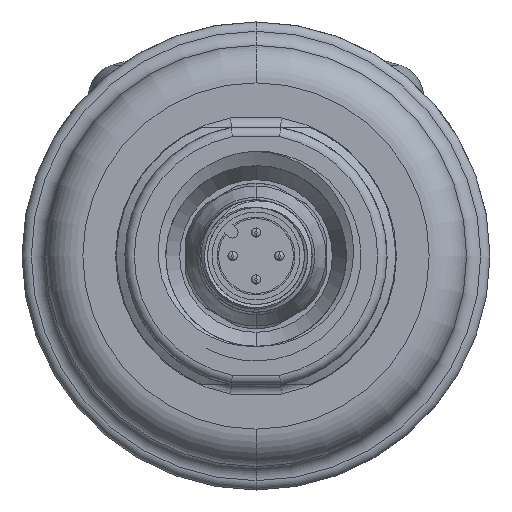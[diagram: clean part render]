
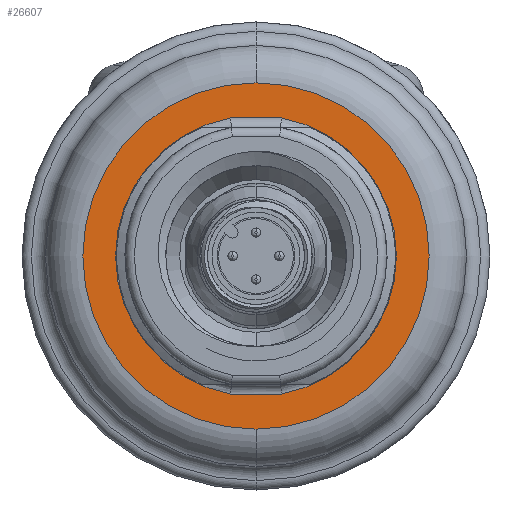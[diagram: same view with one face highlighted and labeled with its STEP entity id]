
A CAD part, front view. The second image highlights one B-rep face of the part: STEP entity #26607.
In plain terms, the highlighted planar face has unit normal (0, -1, 0).
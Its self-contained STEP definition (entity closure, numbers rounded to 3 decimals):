
#3907=CARTESIAN_POINT('',(0.,-3.,0.));
#3908=DIRECTION('',(0.,-1.,0.));
#3909=DIRECTION('',(0.,0.,-1.));
#3910=AXIS2_PLACEMENT_3D('',#3907,#3908,#3909);
#3912=CARTESIAN_POINT('',(0.,-3.,0.));
#3913=DIRECTION('',(0.,-1.,0.));
#3914=DIRECTION('',(0.,0.,1.));
#3915=AXIS2_PLACEMENT_3D('',#3912,#3913,#3914);
#3917=CARTESIAN_POINT('',(0.,-3.,0.));
#3918=DIRECTION('',(0.,-1.,0.));
#3919=DIRECTION('',(-0.182,0.,0.983));
#3920=AXIS2_PLACEMENT_3D('',#3917,#3918,#3919);
#3922=DIRECTION('',(1.,0.,0.));
#3923=VECTOR('',#3922,5.454);
#3924=CARTESIAN_POINT('',(-2.727,-3.,-14.75));
#3925=LINE('',#3924,#3923);
#3926=CARTESIAN_POINT('',(0.,-3.,0.));
#3927=DIRECTION('',(0.,-1.,0.));
#3928=DIRECTION('',(0.182,0.,-0.983));
#3929=AXIS2_PLACEMENT_3D('',#3926,#3927,#3928);
#3931=DIRECTION('',(-1.,0.,0.));
#3932=VECTOR('',#3931,5.454);
#3933=CARTESIAN_POINT('',(2.727,-3.,14.75));
#3934=LINE('',#3933,#3932);
#22954=CARTESIAN_POINT('',(-2.727,-3.,14.75));
#22955=CARTESIAN_POINT('',(-2.727,-3.,-14.75));
#22956=VERTEX_POINT('',#22954);
#22957=VERTEX_POINT('',#22955);
#22962=CARTESIAN_POINT('',(2.727,-3.,-14.75));
#22963=CARTESIAN_POINT('',(2.727,-3.,14.75));
#22964=VERTEX_POINT('',#22962);
#22965=VERTEX_POINT('',#22963);
#23214=CARTESIAN_POINT('',(0.,-3.,-18.5));
#23215=CARTESIAN_POINT('',(0.,-3.,18.5));
#23216=VERTEX_POINT('',#23214);
#23217=VERTEX_POINT('',#23215);
#26587=CARTESIAN_POINT('',(0.,-3.,0.));
#26588=DIRECTION('',(0.,-1.,0.));
#26589=DIRECTION('',(0.,0.,1.));
#26590=AXIS2_PLACEMENT_3D('',#26587,#26588,#26589);
#26591=PLANE('',#26590);
#26593=ORIENTED_EDGE('',*,*,#26592,.F.);
#26595=ORIENTED_EDGE('',*,*,#26594,.F.);
#26596=EDGE_LOOP('',(#26593,#26595));
#26597=FACE_OUTER_BOUND('',#26596,.F.);
#26598=ORIENTED_EDGE('',*,*,#26577,.T.);
#26600=ORIENTED_EDGE('',*,*,#26599,.T.);
#26602=ORIENTED_EDGE('',*,*,#26601,.T.);
#26604=ORIENTED_EDGE('',*,*,#26603,.T.);
#26605=EDGE_LOOP('',(#26598,#26600,#26602,#26604));
#26606=FACE_BOUND('',#26605,.F.);
#26607=ADVANCED_FACE('',(#26597,#26606),#26591,.T.);
#3911=CIRCLE('',#3910,18.5);
#3916=CIRCLE('',#3915,18.5);
#3921=CIRCLE('',#3920,15.);
#3930=CIRCLE('',#3929,15.);
#26577=EDGE_CURVE('',#22956,#22957,#3921,.T.);
#26592=EDGE_CURVE('',#23216,#23217,#3911,.T.);
#26594=EDGE_CURVE('',#23217,#23216,#3916,.T.);
#26599=EDGE_CURVE('',#22957,#22964,#3925,.T.);
#26601=EDGE_CURVE('',#22964,#22965,#3930,.T.);
#26603=EDGE_CURVE('',#22965,#22956,#3934,.T.);
